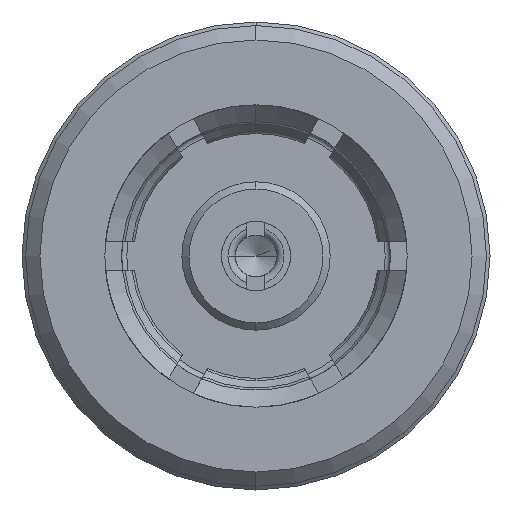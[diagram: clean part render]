
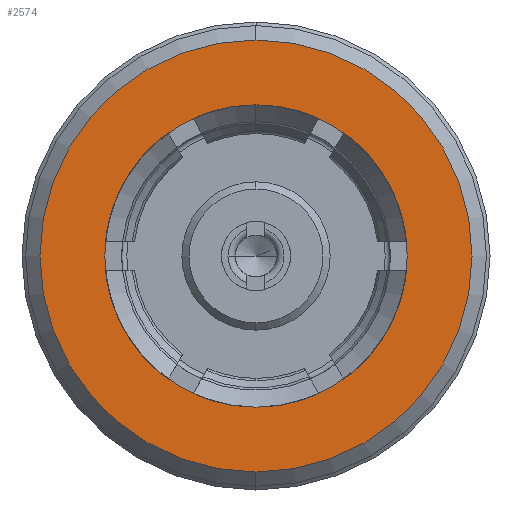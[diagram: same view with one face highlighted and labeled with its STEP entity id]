
A CAD part, left-side view. The second image highlights one B-rep face of the part: STEP entity #2574.
In plain terms, the highlighted planar face has unit normal (-1, 0, 0).
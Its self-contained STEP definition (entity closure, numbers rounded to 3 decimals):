
#15 = VERTEX_POINT ( 'NONE', #4201 ) ;
#306 = FACE_BOUND ( 'NONE', #7280, .T. ) ;
#351 = CARTESIAN_POINT ( 'NONE',  ( -2.2, 0., 0. ) ) ;
#435 = AXIS2_PLACEMENT_3D ( 'NONE', #351, #4319, #914 ) ;
#509 = ORIENTED_EDGE ( 'NONE', *, *, #1769, .F. ) ;
#512 = EDGE_CURVE ( 'NONE', #5130, #2601, #916, .T. ) ;
#807 = DIRECTION ( 'NONE',  ( 1., 0., 0. ) ) ;
#914 = DIRECTION ( 'NONE',  ( 0., 0., 1. ) ) ;
#916 = CIRCLE ( 'NONE', #7038, 3. ) ;
#940 = AXIS2_PLACEMENT_3D ( 'NONE', #4525, #1146, #3339 ) ;
#1146 = DIRECTION ( 'NONE',  ( -1., 0., 0. ) ) ;
#1707 = CARTESIAN_POINT ( 'NONE',  ( -2.2, 0., 0. ) ) ;
#1769 = EDGE_CURVE ( 'NONE', #2295, #15, #6420, .T. ) ;
#1786 = DIRECTION ( 'NONE',  ( -1., 0., 0. ) ) ;
#1805 = FACE_OUTER_BOUND ( 'NONE', #6385, .T. ) ;
#1813 = DIRECTION ( 'NONE',  ( 0., 0., -1. ) ) ;
#1937 = PLANE ( 'NONE',  #4644 ) ;
#2295 = VERTEX_POINT ( 'NONE', #4953 ) ;
#2574 = ADVANCED_FACE ( 'NONE', ( #1805, #306 ), #1937, .F. ) ;
#2601 = VERTEX_POINT ( 'NONE', #5904 ) ;
#2755 = ORIENTED_EDGE ( 'NONE', *, *, #6323, .T. ) ;
#2763 = CARTESIAN_POINT ( 'NONE',  ( -2.2, 0., 0. ) ) ;
#2972 = CIRCLE ( 'NONE', #435, 2.1 ) ;
#3323 = DIRECTION ( 'NONE',  ( 0., 0., -1. ) ) ;
#3339 = DIRECTION ( 'NONE',  ( 0., 0., 1. ) ) ;
#3901 = ORIENTED_EDGE ( 'NONE', *, *, #512, .T. ) ;
#4201 = CARTESIAN_POINT ( 'NONE',  ( -2.2, 0., 2.1 ) ) ;
#4216 = CARTESIAN_POINT ( 'NONE',  ( -2.2, 2.65, 0. ) ) ;
#4319 = DIRECTION ( 'NONE',  ( -1., 0., 0. ) ) ;
#4525 = CARTESIAN_POINT ( 'NONE',  ( -2.2, 0., 0. ) ) ;
#4644 = AXIS2_PLACEMENT_3D ( 'NONE', #4216, #807, #4781 ) ;
#4781 = DIRECTION ( 'NONE',  ( 0., 0., -1. ) ) ;
#4855 = CARTESIAN_POINT ( 'NONE',  ( -2.2, 0., 3. ) ) ;
#4953 = CARTESIAN_POINT ( 'NONE',  ( -2.2, 0., -2.1 ) ) ;
#5130 = VERTEX_POINT ( 'NONE', #4855 ) ;
#5312 = ORIENTED_EDGE ( 'NONE', *, *, #6504, .F. ) ;
#5904 = CARTESIAN_POINT ( 'NONE',  ( -2.2, 0., -3. ) ) ;
#6009 = AXIS2_PLACEMENT_3D ( 'NONE', #2763, #6701, #3323 ) ;
#6323 = EDGE_CURVE ( 'NONE', #2601, #5130, #7292, .T. ) ;
#6385 = EDGE_LOOP ( 'NONE', ( #2755, #3901 ) ) ;
#6420 = CIRCLE ( 'NONE', #940, 2.1 ) ;
#6504 = EDGE_CURVE ( 'NONE', #15, #2295, #2972, .T. ) ;
#6701 = DIRECTION ( 'NONE',  ( -1., 0., 0. ) ) ;
#7038 = AXIS2_PLACEMENT_3D ( 'NONE', #1707, #1786, #1813 ) ;
#7280 = EDGE_LOOP ( 'NONE', ( #5312, #509 ) ) ;
#7292 = CIRCLE ( 'NONE', #6009, 3. ) ;
